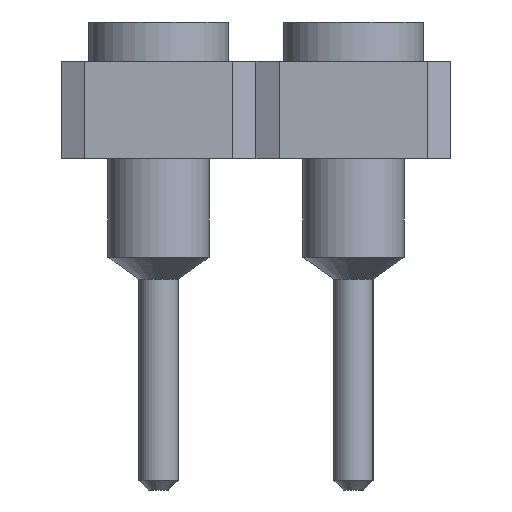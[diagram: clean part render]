
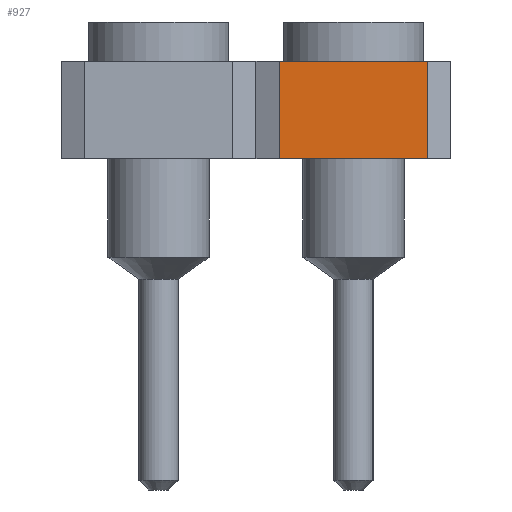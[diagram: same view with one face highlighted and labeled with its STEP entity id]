
A CAD part, left-side view. The second image highlights one B-rep face of the part: STEP entity #927.
In plain terms, the highlighted planar face has unit normal (-1, 0, 0).
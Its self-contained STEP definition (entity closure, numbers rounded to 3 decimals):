
#927=ADVANCED_FACE('',(#2095),#2097,.T.);
#2095=FACE_BOUND('',#2096,.T.);
#2096=EDGE_LOOP('',(#3131,#3132,#3133,#3134));
#2097=PLANE('',#2098);
#2098=AXIS2_PLACEMENT_3D('',#2099,#2100,#2101);
#2099=CARTESIAN_POINT('',(-1.385,0.97,1.57));
#2100=DIRECTION('',(-1.,0.,0.));
#2101=DIRECTION('',(0.,-1.,0.));
#3131=ORIENTED_EDGE('',*,*,#3446,.T.);
#3132=ORIENTED_EDGE('',*,*,#3661,.T.);
#3133=ORIENTED_EDGE('',*,*,#3538,.F.);
#3134=ORIENTED_EDGE('',*,*,#3662,.F.);
#3446=EDGE_CURVE('',#3842,#3840,#3843,.T.);
#3538=EDGE_CURVE('',#4019,#4021,#4022,.T.);
#3661=EDGE_CURVE('',#3840,#4021,#4224,.T.);
#3662=EDGE_CURVE('',#3842,#4019,#4225,.T.);
#3840=VERTEX_POINT('',#4543);
#3842=VERTEX_POINT('',#4547);
#3843=LINE('',#4548,#4549);
#4019=VERTEX_POINT('',#4940);
#4021=VERTEX_POINT('',#4944);
#4022=LINE('',#4945,#4946);
#4224=LINE('',#5424,#5425);
#4225=LINE('',#5427,#5428);
#4543=CARTESIAN_POINT('',(-1.385,-0.97,1.57));
#4547=CARTESIAN_POINT('',(-1.385,0.97,1.57));
#4548=CARTESIAN_POINT('',(-1.385,0.97,1.57));
#4549=VECTOR('',#4550,1.);
#4550=DIRECTION('',(0.,-1.,0.));
#4940=CARTESIAN_POINT('',(-1.385,0.97,2.84));
#4944=CARTESIAN_POINT('',(-1.385,-0.97,2.84));
#4945=CARTESIAN_POINT('',(-1.385,0.97,2.84));
#4946=VECTOR('',#4947,1.);
#4947=DIRECTION('',(0.,-1.,0.));
#5424=CARTESIAN_POINT('',(-1.385,-0.97,1.57));
#5425=VECTOR('',#5426,1.);
#5426=DIRECTION('',(0.,0.,1.));
#5427=CARTESIAN_POINT('',(-1.385,0.97,1.57));
#5428=VECTOR('',#5429,1.);
#5429=DIRECTION('',(0.,0.,1.));
